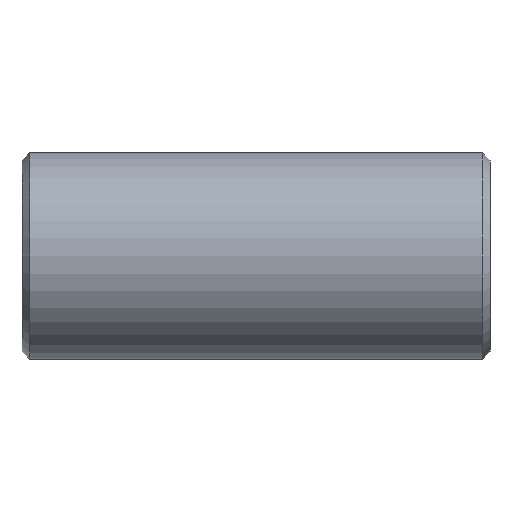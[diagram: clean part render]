
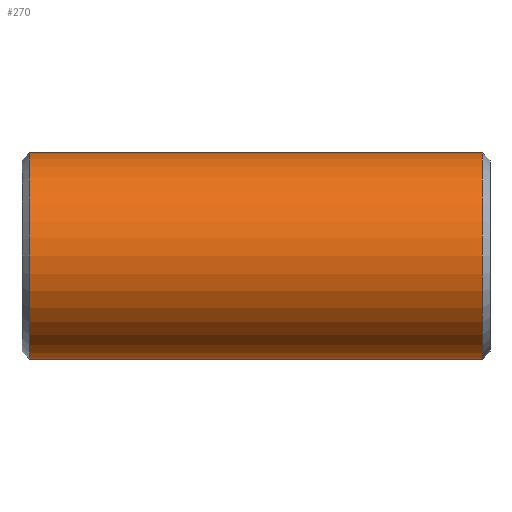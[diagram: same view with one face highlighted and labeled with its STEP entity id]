
A CAD part, front view. The second image highlights one B-rep face of the part: STEP entity #270.
In plain terms, the highlighted cylindrical face has radius 21.082 mm (diameter 42.164 mm), a partial arc.
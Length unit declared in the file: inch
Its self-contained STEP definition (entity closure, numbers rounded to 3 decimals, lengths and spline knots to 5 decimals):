
#39 = DIRECTION ( 'NONE',  ( 0., 0., -1. ) ) ;
#42 = VERTEX_POINT ( 'NONE', #113 ) ;
#56 = AXIS2_PLACEMENT_3D ( 'NONE', #395, #155, #392 ) ;
#90 = VECTOR ( 'NONE', #571, 39.37008 ) ;
#97 = CARTESIAN_POINT ( 'NONE',  ( 1.81633, 0., 0. ) ) ;
#105 = DIRECTION ( 'NONE',  ( -1., 0., 0. ) ) ;
#113 = CARTESIAN_POINT ( 'NONE',  ( 1.81633, 0., -0.83 ) ) ;
#155 = DIRECTION ( 'NONE',  ( 1., 0., 0. ) ) ;
#169 = ORIENTED_EDGE ( 'NONE', *, *, #596, .F. ) ;
#170 = LINE ( 'NONE', #760, #90 ) ;
#212 = CARTESIAN_POINT ( 'NONE',  ( 1.88, 0., -0.83 ) ) ;
#214 = CARTESIAN_POINT ( 'NONE',  ( 1.88, 0., 0. ) ) ;
#218 = CYLINDRICAL_SURFACE ( 'NONE', #413, 0.83 ) ;
#221 = CARTESIAN_POINT ( 'NONE',  ( -1.81633, 0., -0.83 ) ) ;
#231 = VERTEX_POINT ( 'NONE', #221 ) ;
#270 = ADVANCED_FACE ( 'NONE', ( #352 ), #218, .T. ) ;
#278 = CIRCLE ( 'NONE', #56, 0.83 ) ;
#285 = VERTEX_POINT ( 'NONE', #455 ) ;
#292 = DIRECTION ( 'NONE',  ( 0., 0., 1. ) ) ;
#328 = EDGE_CURVE ( 'NONE', #42, #539, #740, .T. ) ;
#333 = CARTESIAN_POINT ( 'NONE',  ( 1.81633, 0., 0.83 ) ) ;
#339 = EDGE_LOOP ( 'NONE', ( #169, #584, #690, #509 ) ) ;
#352 = FACE_OUTER_BOUND ( 'NONE', #339, .T. ) ;
#392 = DIRECTION ( 'NONE',  ( 0., 0., 1. ) ) ;
#393 = DIRECTION ( 'NONE',  ( -1., 0., 0. ) ) ;
#395 = CARTESIAN_POINT ( 'NONE',  ( -1.81633, 0., 0. ) ) ;
#413 = AXIS2_PLACEMENT_3D ( 'NONE', #214, #393, #292 ) ;
#455 = CARTESIAN_POINT ( 'NONE',  ( -1.81633, 0., 0.83 ) ) ;
#509 = ORIENTED_EDGE ( 'NONE', *, *, #671, .T. ) ;
#513 = AXIS2_PLACEMENT_3D ( 'NONE', #97, #700, #39 ) ;
#521 = LINE ( 'NONE', #212, #656 ) ;
#539 = VERTEX_POINT ( 'NONE', #333 ) ;
#571 = DIRECTION ( 'NONE',  ( -1., 0., 0. ) ) ;
#584 = ORIENTED_EDGE ( 'NONE', *, *, #328, .T. ) ;
#596 = EDGE_CURVE ( 'NONE', #42, #231, #521, .T. ) ;
#627 = EDGE_CURVE ( 'NONE', #539, #285, #170, .T. ) ;
#656 = VECTOR ( 'NONE', #105, 39.37008 ) ;
#671 = EDGE_CURVE ( 'NONE', #285, #231, #278, .T. ) ;
#690 = ORIENTED_EDGE ( 'NONE', *, *, #627, .T. ) ;
#700 = DIRECTION ( 'NONE',  ( -1., 0., 0. ) ) ;
#740 = CIRCLE ( 'NONE', #513, 0.83 ) ;
#760 = CARTESIAN_POINT ( 'NONE',  ( 1.88, 0., 0.83 ) ) ;
